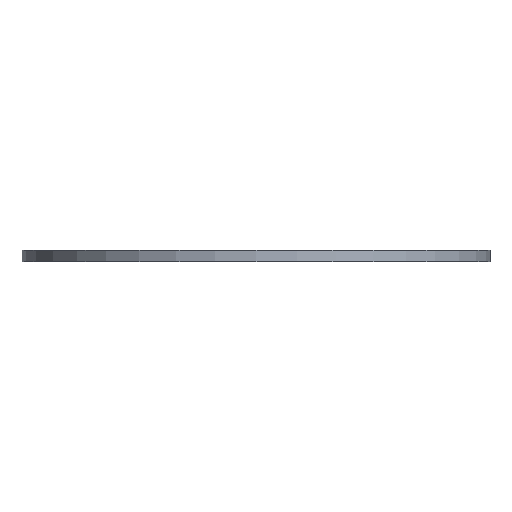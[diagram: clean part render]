
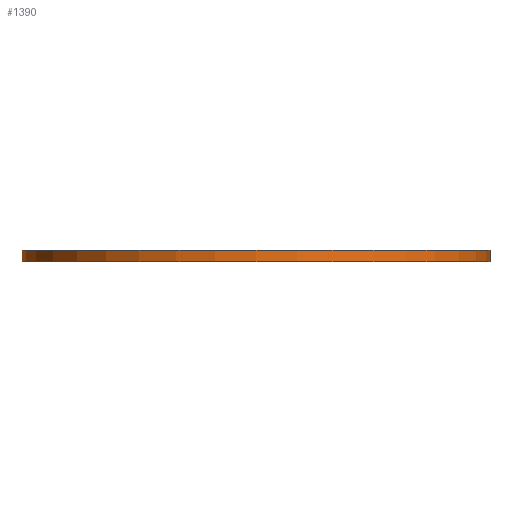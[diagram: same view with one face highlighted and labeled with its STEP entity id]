
A CAD part, front view. The second image highlights one B-rep face of the part: STEP entity #1390.
In plain terms, the highlighted cylindrical face has radius 100 mm (diameter 200 mm), a full revolution.
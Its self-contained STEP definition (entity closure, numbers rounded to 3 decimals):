
#167=CIRCLE('',#1579,100.);
#168=CIRCLE('',#1580,100.);
#222=CYLINDRICAL_SURFACE('',#1578,100.);
#288=FACE_OUTER_BOUND('',#356,.T.);
#356=EDGE_LOOP('',(#1175,#1176,#1177,#1178));
#494=LINE('',#2422,#584);
#584=VECTOR('',#2020,100.);
#715=VERTEX_POINT('',#2419);
#716=VERTEX_POINT('',#2421);
#912=EDGE_CURVE('',#715,#715,#167,.T.);
#913=EDGE_CURVE('',#715,#716,#494,.T.);
#914=EDGE_CURVE('',#716,#716,#168,.T.);
#1175=ORIENTED_EDGE('',*,*,#912,.F.);
#1176=ORIENTED_EDGE('',*,*,#913,.T.);
#1177=ORIENTED_EDGE('',*,*,#914,.T.);
#1178=ORIENTED_EDGE('',*,*,#913,.F.);
#1390=ADVANCED_FACE('',(#288),#222,.T.);
#1578=AXIS2_PLACEMENT_3D('',#2418,#2016,#2017);
#1579=AXIS2_PLACEMENT_3D('',#2420,#2018,#2019);
#1580=AXIS2_PLACEMENT_3D('',#2423,#2021,#2022);
#2016=DIRECTION('center_axis',(0.,0.,1.));
#2017=DIRECTION('ref_axis',(1.,0.,0.));
#2018=DIRECTION('center_axis',(0.,0.,1.));
#2019=DIRECTION('ref_axis',(1.,0.,0.));
#2020=DIRECTION('',(0.,0.,-1.));
#2021=DIRECTION('center_axis',(0.,0.,1.));
#2022=DIRECTION('ref_axis',(1.,0.,0.));
#2418=CARTESIAN_POINT('Origin',(0.,0.,0.));
#2419=CARTESIAN_POINT('',(-100.,0.,4.75));
#2420=CARTESIAN_POINT('Origin',(0.,0.,4.75));
#2421=CARTESIAN_POINT('',(-100.,0.,0.));
#2422=CARTESIAN_POINT('',(-100.,0.,0.));
#2423=CARTESIAN_POINT('Origin',(0.,0.,0.));
